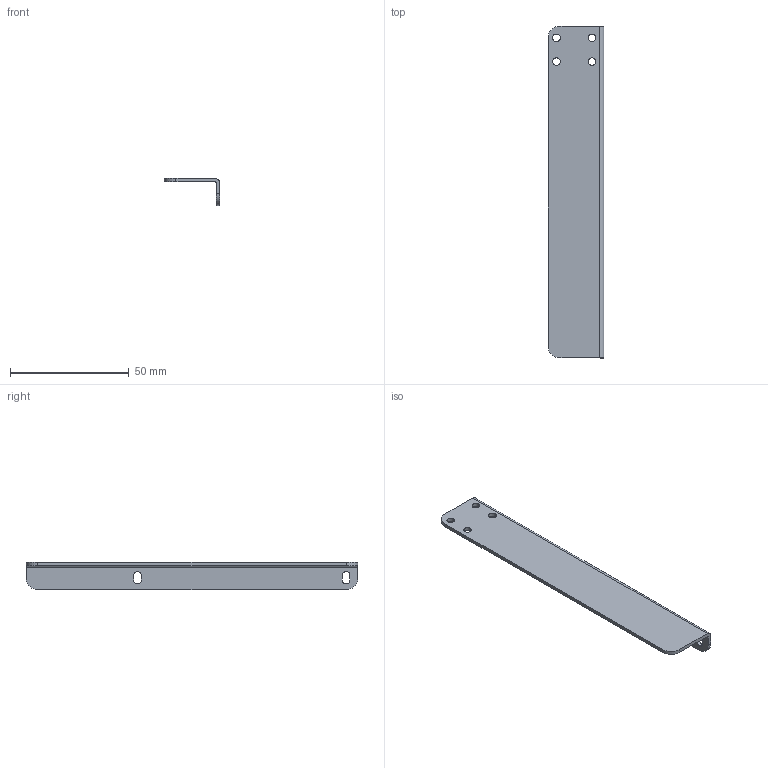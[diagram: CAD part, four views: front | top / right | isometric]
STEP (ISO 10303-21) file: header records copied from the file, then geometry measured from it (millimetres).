
FILE_DESCRIPTION (( 'STEP AP203' ), '1' );
FILE_NAME ('MS001-A.05.008JS.1.1喲歾酘盓傅啣.step', '2021-08-27T10:48:43', ( 'Windows User' ), ( 'P R C' ), 'SwSTEP 2.0', 'SolidWorks 2016', '' );
FILE_SCHEMA (( 'CONFIG_CONTROL_DESIGN' ));
Length unit declared in the file: millimetre
Products named in the file (1): MS001-A.05.008JS.1.1喲歾酘盓傅啣
Bounding box: 23.5 x 140 x 11.5 mm (x, y, z)
Volume: 6798.6 mm3; surface area: 9673.2 mm2
Topology: 1 solids, 1 shells, 32 faces, 90 edges, 60 vertices
Faces by surface type: cylinder 20, plane 12
Entity records: 1155 total; most frequent: DIRECTION 196, CARTESIAN_POINT 183, ORIENTED_EDGE 180, EDGE_CURVE 90, AXIS2_PLACEMENT_3D 73, VERTEX_POINT 60, LINE 50, VECTOR 50
